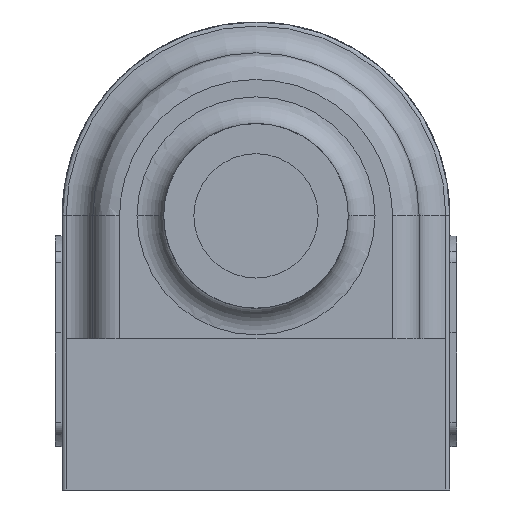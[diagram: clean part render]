
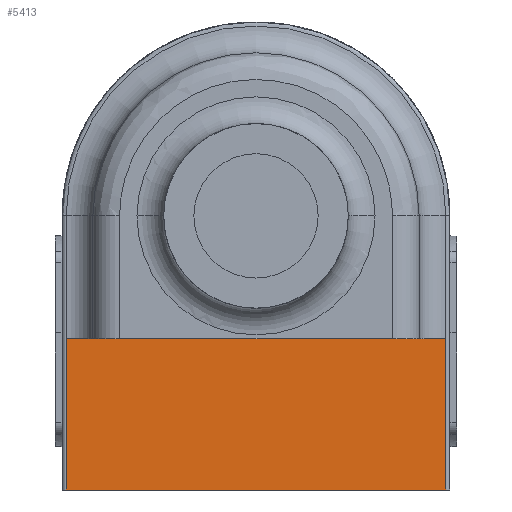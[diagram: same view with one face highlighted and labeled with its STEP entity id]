
A CAD part, left-side view. The second image highlights one B-rep face of the part: STEP entity #5413.
In plain terms, the highlighted planar face has unit normal (-1, 0, 0).
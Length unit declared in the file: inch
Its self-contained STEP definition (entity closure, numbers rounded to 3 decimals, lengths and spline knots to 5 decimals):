
#1120 = DIRECTION ( 'NONE',  ( 0., 1., 0. ) ) ;
#1711 = CARTESIAN_POINT ( 'NONE',  ( -2.12205, -0.57087, 0. ) ) ;
#2106 = VECTOR ( 'NONE', #15424, 39.37008 ) ;
#3176 = LINE ( 'NONE', #16977, #16570 ) ;
#4095 = DIRECTION ( 'NONE',  ( 0., 0., 1. ) ) ;
#4550 = EDGE_CURVE ( 'NONE', #27941, #16086, #24772, .T. ) ;
#4892 = EDGE_CURVE ( 'NONE', #10387, #27941, #22359, .T. ) ;
#5413 = ADVANCED_FACE ( 'NONE', ( #8365 ), #30564, .T. ) ;
#5635 = ORIENTED_EDGE ( 'NONE', *, *, #4550, .T. ) ;
#6718 = VECTOR ( 'NONE', #17306, 39.37008 ) ;
#7631 = CARTESIAN_POINT ( 'NONE',  ( -2.12205, 0., -0.01969 ) ) ;
#8365 = FACE_OUTER_BOUND ( 'NONE', #9393, .T. ) ;
#9393 = EDGE_LOOP ( 'NONE', ( #18011, #14999, #5635, #18513 ) ) ;
#10387 = VERTEX_POINT ( 'NONE', #24650 ) ;
#10510 = CARTESIAN_POINT ( 'NONE',  ( -2.12205, -0.55906, 0. ) ) ;
#14999 = ORIENTED_EDGE ( 'NONE', *, *, #4892, .T. ) ;
#15043 = VECTOR ( 'NONE', #1120, 39.37008 ) ;
#15424 = DIRECTION ( 'NONE',  ( 0., 0., 1. ) ) ;
#16086 = VERTEX_POINT ( 'NONE', #26006 ) ;
#16238 = EDGE_CURVE ( 'NONE', #16734, #10387, #3176, .T. ) ;
#16570 = VECTOR ( 'NONE', #26641, 39.37008 ) ;
#16734 = VERTEX_POINT ( 'NONE', #22296 ) ;
#16977 = CARTESIAN_POINT ( 'NONE',  ( -2.12205, 0.55906, 0. ) ) ;
#17306 = DIRECTION ( 'NONE',  ( 0., -1., 0. ) ) ;
#18011 = ORIENTED_EDGE ( 'NONE', *, *, #16238, .T. ) ;
#18513 = ORIENTED_EDGE ( 'NONE', *, *, #18765, .T. ) ;
#18765 = EDGE_CURVE ( 'NONE', #16086, #16734, #27744, .T. ) ;
#18977 = DIRECTION ( 'NONE',  ( -1., 0., 0. ) ) ;
#22296 = CARTESIAN_POINT ( 'NONE',  ( -2.12205, 0.55906, 0.4252 ) ) ;
#22359 = LINE ( 'NONE', #7631, #6718 ) ;
#22819 = CARTESIAN_POINT ( 'NONE',  ( -2.12205, -0.57087, 0.4252 ) ) ;
#23906 = AXIS2_PLACEMENT_3D ( 'NONE', #1711, #18977, #4095 ) ;
#24650 = CARTESIAN_POINT ( 'NONE',  ( -2.12205, 0.55906, -0.01969 ) ) ;
#24772 = LINE ( 'NONE', #10510, #2106 ) ;
#26006 = CARTESIAN_POINT ( 'NONE',  ( -2.12205, -0.55906, 0.4252 ) ) ;
#26641 = DIRECTION ( 'NONE',  ( 0., 0., -1. ) ) ;
#27288 = CARTESIAN_POINT ( 'NONE',  ( -2.12205, -0.55906, -0.01969 ) ) ;
#27744 = LINE ( 'NONE', #22819, #15043 ) ;
#27941 = VERTEX_POINT ( 'NONE', #27288 ) ;
#30564 = PLANE ( 'NONE',  #23906 ) ;
